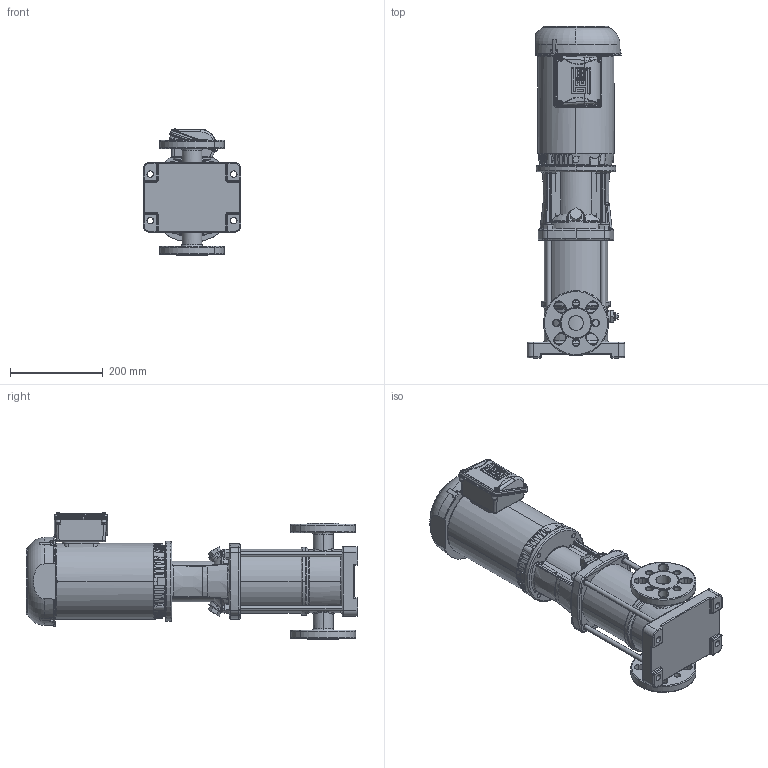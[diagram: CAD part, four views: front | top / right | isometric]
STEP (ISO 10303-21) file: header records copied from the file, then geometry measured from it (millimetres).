
FILE_DESCRIPTION (( 'STEP AP203' ), '1' );
FILE_NAME ('3303041 - MVI-20-6-2 HP-56C-304-E-208-230_460~3.step', '2022-03-30T16:40:39', ( '' ), ( '' ), 'SwSTEP 2.0', 'SolidWorks 2021', '' );
FILE_SCHEMA (( 'CONFIG_CONTROL_DESIGN' ));
Length unit declared in the file: inch
Products named in the file (5): 3303041 - MVI-20-6-2 HP-56C-304-E-208-230_460~3; sbi_n_5-6_flange(NEMA); 2700090 - NEMA V2 2 HP 56HC 208-230_460~3 TEFC; MVI PEO - [304-EPDM]_3304041 - MVI-20-6-2 HP-56C-304-E-S; TEFC MOTOR_2700090 - NEMA V2 2 HP 56HC 208-230_460~3 TEFC
Assembly tree (4 placements, depth 3):
  3303041 - MVI-20-6-2 HP-56C-304-E-208-230_460~3
    MVI PEO - [304-EPDM]_3304041 - MVI-20-6-2 HP-56C-304-E-S
      sbi_n_5-6_flange(NEMA)
    TEFC MOTOR_2700090 - NEMA V2 2 HP 56HC 208-230_460~3 TEFC
      2700090 - NEMA V2 2 HP 56HC 208-230_460~3 TEFC
Bounding box: 210 x 714.7 x 273.12 mm (x, y, z)
Volume: 14486117.1 mm3; surface area: 864705.5 mm2
Topology: 6 solids, 22 shells, 2242 faces, 5843 edges, 3697 vertices
Faces by surface type: plane 703, cylinder 606, bspline 508, cone 330, torus 85, sphere 10
Entity records: 110631 total; most frequent: CARTESIAN_POINT 61151, ORIENTED_EDGE 11612, DIRECTION 8301, EDGE_CURVE 5806, VERTEX_POINT 3695, AXIS2_PLACEMENT_3D 3199, EDGE_LOOP 2405, ADVANCED_FACE 2242
